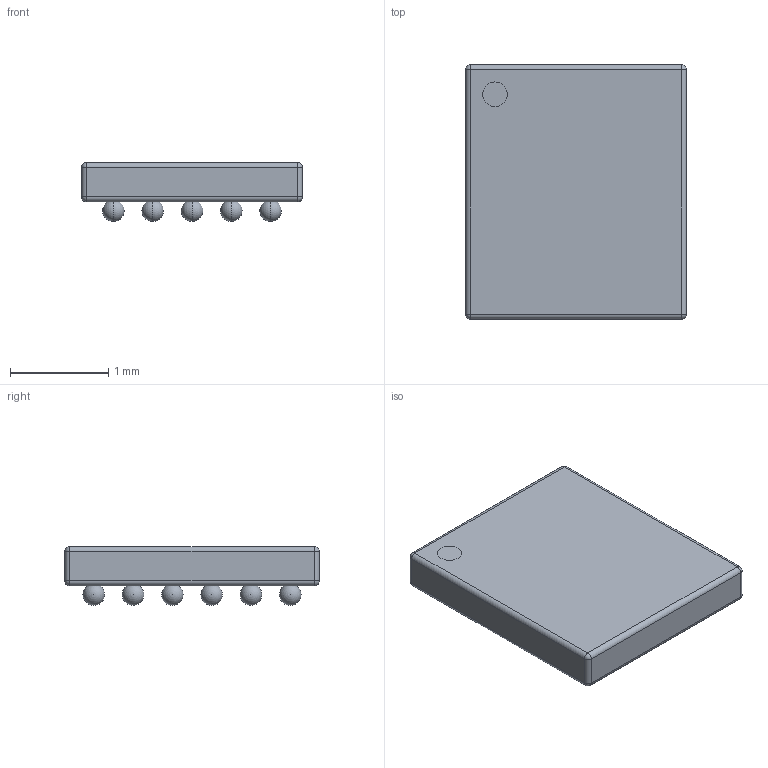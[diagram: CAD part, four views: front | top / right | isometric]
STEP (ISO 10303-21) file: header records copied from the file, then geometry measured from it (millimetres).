
FILE_DESCRIPTION (( 'STEP AP214' ), '1' );
FILE_NAME ('STBC02BJR.STEP', '2022-12-13T11:00:00', ( '' ), ( '' ), 'SwSTEP 2.0', 'SolidWorks 2022', '' );
FILE_SCHEMA (( 'AUTOMOTIVE_DESIGN' ));
Length unit declared in the file: millimetre
Products named in the file (1): STBC02BJR
Bounding box: 2.25 x 2.59 x 0.6 mm (x, y, z)
Volume: 2.5 mm3; surface area: 19.7 mm2
Topology: 32 solids, 32 shells, 93 faces, 278 edges, 182 vertices
Faces by surface type: sphere 68, cylinder 16, plane 9
Entity records: 2967 total; most frequent: DIRECTION 400, CARTESIAN_POINT 306, ORIENTED_EDGE 240, AXIS2_PLACEMENT_3D 186, EDGE_CURVE 120, UNCERTAINTY_MEASURE_WITH_UNIT 94, EDGE_LOOP 94, SURFACE_SIDE_STYLE 93
